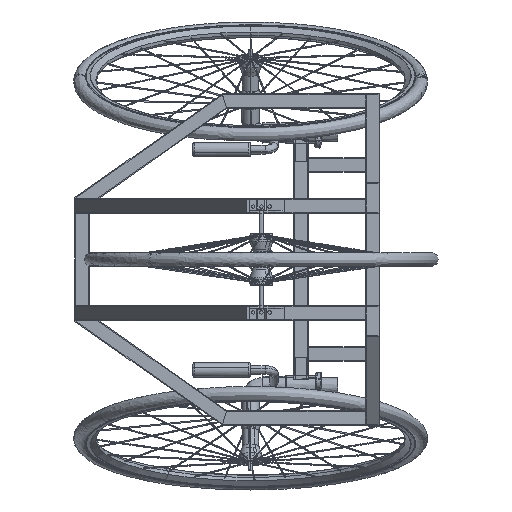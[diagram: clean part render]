
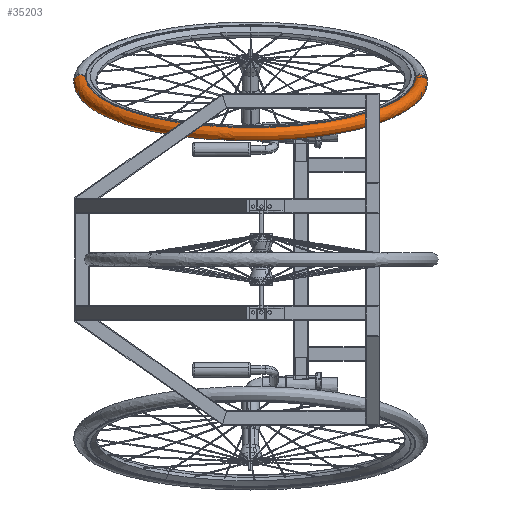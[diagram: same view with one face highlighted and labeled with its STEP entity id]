
A CAD part, left-side view. The second image highlights one B-rep face of the part: STEP entity #35203.
In plain terms, the highlighted free-form (B-spline) face has degree [3, 3] with [7, 4] control points.
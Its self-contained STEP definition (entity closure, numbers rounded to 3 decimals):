
#35203 = ADVANCED_FACE('',(#35204),#35262,.F.);
#35204 = FACE_BOUND('',#35205,.F.);
#35205 = EDGE_LOOP('',(#35206,#35216,#35228,#35236,#35244,#35256));
#35206 = ORIENTED_EDGE('',*,*,#35207,.F.);
#35207 = EDGE_CURVE('',#35208,#35210,#35212,.T.);
#35208 = VERTEX_POINT('',#35209);
#35209 = CARTESIAN_POINT('',(1780.523,1902.796,
    2382.889));
#35210 = VERTEX_POINT('',#35211);
#35211 = CARTESIAN_POINT('',(1466.469,1572.576,
    2280.833));
#35212 = ( BOUNDED_CURVE() B_SPLINE_CURVE(2,(#35213,#35214,#35215),
.UNSPECIFIED.,.F.,.F.) B_SPLINE_CURVE_WITH_KNOTS((3,3),(1.571,
3.142),.PIECEWISE_BEZIER_KNOTS.) CURVE() 
GEOMETRIC_REPRESENTATION_ITEM() RATIONAL_B_SPLINE_CURVE((1.,
0.707,1.)) REPRESENTATION_ITEM('') );
#35213 = CARTESIAN_POINT('',(1780.523,1902.796,
    2382.889));
#35214 = CARTESIAN_POINT('',(1466.469,1902.796,
    2280.833));
#35215 = CARTESIAN_POINT('',(1466.469,1572.576,
    2280.833));
#35216 = ORIENTED_EDGE('',*,*,#35217,.T.);
#35217 = EDGE_CURVE('',#35208,#35218,#35220,.T.);
#35218 = VERTEX_POINT('',#35219);
#35219 = CARTESIAN_POINT('',(1774.414,1902.796,
    2401.688));
#35220 = ( BOUNDED_CURVE() B_SPLINE_CURVE(3,(#35221,#35222,#35223,#35224
    ,#35225,#35226,#35227),.UNSPECIFIED.,.F.,.F.) 
B_SPLINE_CURVE_WITH_KNOTS((4,3,4),(1.571,3.927,
6.283),.PIECEWISE_BEZIER_KNOTS.) CURVE() 
GEOMETRIC_REPRESENTATION_ITEM() RATIONAL_B_SPLINE_CURVE((1.,
    0.588,0.588,1.,0.588,0.588,1.)) 
REPRESENTATION_ITEM('') );
#35221 = CARTESIAN_POINT('',(1780.523,1902.796,
    2382.889));
#35222 = CARTESIAN_POINT('',(1783.72,1913.14,
    2373.05));
#35223 = CARTESIAN_POINT('',(1781.99,1926.656,
    2378.375));
#35224 = CARTESIAN_POINT('',(1777.469,1926.656,
    2392.288));
#35225 = CARTESIAN_POINT('',(1772.948,1926.656,
    2406.201));
#35226 = CARTESIAN_POINT('',(1771.217,1913.14,
    2411.526));
#35227 = CARTESIAN_POINT('',(1774.414,1902.796,
    2401.688));
#35228 = ORIENTED_EDGE('',*,*,#35229,.T.);
#35229 = EDGE_CURVE('',#35218,#35230,#35232,.T.);
#35230 = VERTEX_POINT('',#35231);
#35231 = CARTESIAN_POINT('',(1460.36,1572.576,
    2299.632));
#35232 = ( BOUNDED_CURVE() B_SPLINE_CURVE(2,(#35233,#35234,#35235),
.UNSPECIFIED.,.F.,.F.) B_SPLINE_CURVE_WITH_KNOTS((3,3),(1.571,
3.142),.PIECEWISE_BEZIER_KNOTS.) CURVE() 
GEOMETRIC_REPRESENTATION_ITEM() RATIONAL_B_SPLINE_CURVE((1.,
0.707,1.)) REPRESENTATION_ITEM('') );
#35233 = CARTESIAN_POINT('',(1774.414,1902.796,
    2401.688));
#35234 = CARTESIAN_POINT('',(1460.36,1902.796,
    2299.632));
#35235 = CARTESIAN_POINT('',(1460.36,1572.576,
    2299.632));
#35236 = ORIENTED_EDGE('',*,*,#35237,.T.);
#35237 = EDGE_CURVE('',#35230,#35238,#35240,.T.);
#35238 = VERTEX_POINT('',#35239);
#35239 = CARTESIAN_POINT('',(1774.414,1242.356,
    2401.688));
#35240 = ( BOUNDED_CURVE() B_SPLINE_CURVE(2,(#35241,#35242,#35243),
.UNSPECIFIED.,.F.,.F.) B_SPLINE_CURVE_WITH_KNOTS((3,3),(3.142,
4.712),.PIECEWISE_BEZIER_KNOTS.) CURVE() 
GEOMETRIC_REPRESENTATION_ITEM() RATIONAL_B_SPLINE_CURVE((1.,
0.707,1.)) REPRESENTATION_ITEM('') );
#35241 = CARTESIAN_POINT('',(1460.36,1572.576,
    2299.632));
#35242 = CARTESIAN_POINT('',(1460.36,1242.356,
    2299.632));
#35243 = CARTESIAN_POINT('',(1774.414,1242.356,
    2401.688));
#35244 = ORIENTED_EDGE('',*,*,#35245,.F.);
#35245 = EDGE_CURVE('',#35246,#35238,#35248,.T.);
#35246 = VERTEX_POINT('',#35247);
#35247 = CARTESIAN_POINT('',(1780.523,1242.356,
    2382.889));
#35248 = ( BOUNDED_CURVE() B_SPLINE_CURVE(3,(#35249,#35250,#35251,#35252
    ,#35253,#35254,#35255),.UNSPECIFIED.,.F.,.F.) 
B_SPLINE_CURVE_WITH_KNOTS((4,3,4),(1.571,3.927,
6.283),.PIECEWISE_BEZIER_KNOTS.) CURVE() 
GEOMETRIC_REPRESENTATION_ITEM() RATIONAL_B_SPLINE_CURVE((1.,
    0.588,0.588,1.,0.588,0.588,1.)) 
REPRESENTATION_ITEM('') );
#35249 = CARTESIAN_POINT('',(1780.523,1242.356,
    2382.889));
#35250 = CARTESIAN_POINT('',(1783.72,1232.011,
    2373.05));
#35251 = CARTESIAN_POINT('',(1781.99,1218.495,
    2378.375));
#35252 = CARTESIAN_POINT('',(1777.469,1218.495,
    2392.288));
#35253 = CARTESIAN_POINT('',(1772.948,1218.495,
    2406.201));
#35254 = CARTESIAN_POINT('',(1771.217,1232.011,
    2411.526));
#35255 = CARTESIAN_POINT('',(1774.414,1242.356,
    2401.688));
#35256 = ORIENTED_EDGE('',*,*,#35257,.F.);
#35257 = EDGE_CURVE('',#35210,#35246,#35258,.T.);
#35258 = ( BOUNDED_CURVE() B_SPLINE_CURVE(2,(#35259,#35260,#35261),
.UNSPECIFIED.,.F.,.F.) B_SPLINE_CURVE_WITH_KNOTS((3,3),(3.142,
4.712),.PIECEWISE_BEZIER_KNOTS.) CURVE() 
GEOMETRIC_REPRESENTATION_ITEM() RATIONAL_B_SPLINE_CURVE((1.,
0.707,1.)) REPRESENTATION_ITEM('') );
#35259 = CARTESIAN_POINT('',(1466.469,1572.576,
    2280.833));
#35260 = CARTESIAN_POINT('',(1466.469,1242.356,
    2280.833));
#35261 = CARTESIAN_POINT('',(1780.523,1242.356,
    2382.889));
#35262 = ( BOUNDED_SURFACE() B_SPLINE_SURFACE(3,3,(
    (#35263,#35264,#35265,#35266)
    ,(#35267,#35268,#35269,#35270)
    ,(#35271,#35272,#35273,#35274)
    ,(#35275,#35276,#35277,#35278)
    ,(#35279,#35280,#35281,#35282)
    ,(#35283,#35284,#35285,#35286)
    ,(#35287,#35288,#35289,#35290
)),.UNSPECIFIED.,.F.,.F.,.F.) B_SPLINE_SURFACE_WITH_KNOTS((4,3,4),(4,4),
  (0.,0.5,1.),(0.,1.),.PIECEWISE_BEZIER_KNOTS.) 
GEOMETRIC_REPRESENTATION_ITEM() RATIONAL_B_SPLINE_SURFACE((
    (1.,0.333,0.333,1.)
    ,(0.588,0.196,0.196,0.588)
    ,(0.588,0.196,0.196,0.588)
    ,(1.,0.333,0.333,1.)
    ,(0.588,0.196,0.196,0.588)
    ,(0.588,0.196,0.196,0.588)
,(1.,0.333,0.333,1.
))) REPRESENTATION_ITEM('') SURFACE() );
#35263 = CARTESIAN_POINT('',(1780.523,1902.796,
    2382.889));
#35264 = CARTESIAN_POINT('',(1152.416,1902.796,
    2178.778));
#35265 = CARTESIAN_POINT('',(1152.416,1242.356,
    2178.778));
#35266 = CARTESIAN_POINT('',(1780.523,1242.356,
    2382.889));
#35267 = CARTESIAN_POINT('',(1783.72,1913.14,
    2373.05));
#35268 = CARTESIAN_POINT('',(1135.936,1913.14,
    2162.545));
#35269 = CARTESIAN_POINT('',(1135.936,1232.011,
    2162.545));
#35270 = CARTESIAN_POINT('',(1783.72,1232.011,
    2373.05));
#35271 = CARTESIAN_POINT('',(1781.99,1926.656,
    2378.375));
#35272 = CARTESIAN_POINT('',(1108.498,1926.656,
    2159.516));
#35273 = CARTESIAN_POINT('',(1108.498,1218.495,
    2159.516));
#35274 = CARTESIAN_POINT('',(1781.99,1218.495,
    2378.375));
#35275 = CARTESIAN_POINT('',(1777.469,1926.656,
    2392.288));
#35276 = CARTESIAN_POINT('',(1103.976,1926.656,
    2173.429));
#35277 = CARTESIAN_POINT('',(1103.976,1218.495,
    2173.429));
#35278 = CARTESIAN_POINT('',(1777.469,1218.495,
    2392.288));
#35279 = CARTESIAN_POINT('',(1772.948,1926.656,
    2406.201));
#35280 = CARTESIAN_POINT('',(1099.455,1926.656,
    2187.342));
#35281 = CARTESIAN_POINT('',(1099.455,1218.495,
    2187.342));
#35282 = CARTESIAN_POINT('',(1772.948,1218.495,
    2406.201));
#35283 = CARTESIAN_POINT('',(1771.217,1913.14,
    2411.526));
#35284 = CARTESIAN_POINT('',(1123.433,1913.14,
    2201.021));
#35285 = CARTESIAN_POINT('',(1123.433,1232.011,
    2201.021));
#35286 = CARTESIAN_POINT('',(1771.217,1232.011,
    2411.526));
#35287 = CARTESIAN_POINT('',(1774.414,1902.796,
    2401.688));
#35288 = CARTESIAN_POINT('',(1146.307,1902.796,
    2197.577));
#35289 = CARTESIAN_POINT('',(1146.307,1242.356,
    2197.577));
#35290 = CARTESIAN_POINT('',(1774.414,1242.356,
    2401.688));
